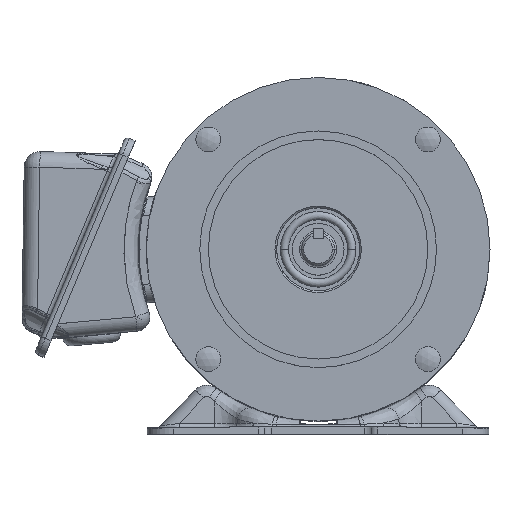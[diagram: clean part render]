
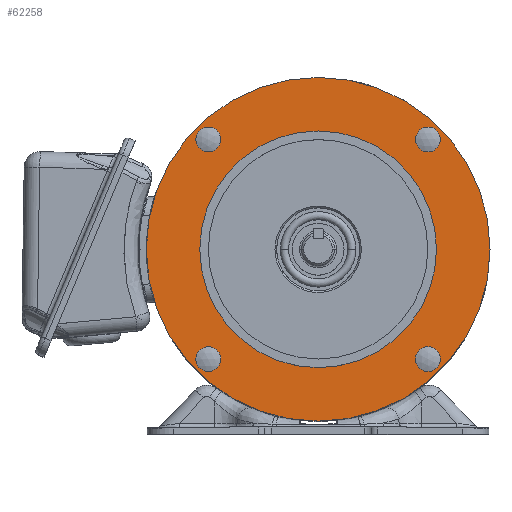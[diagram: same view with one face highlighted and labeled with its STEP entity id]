
A CAD part, top view. The second image highlights one B-rep face of the part: STEP entity #62258.
In plain terms, the highlighted planar face has unit normal (0, 0, 1).
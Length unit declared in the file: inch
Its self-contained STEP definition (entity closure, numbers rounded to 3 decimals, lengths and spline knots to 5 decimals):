
#281 = EDGE_CURVE ( 'NONE', #18504, #43095, #57185, .T. ) ;
#396 = EDGE_CURVE ( 'NONE', #39359, #49114, #31924, .T. ) ;
#631 = AXIS2_PLACEMENT_3D ( 'NONE', #48985, #43055, #17745 ) ;
#747 = CIRCLE ( 'NONE', #32524, 0.15748 ) ;
#1077 = DIRECTION ( 'NONE',  ( 0., 0., 1. ) ) ;
#1759 = AXIS2_PLACEMENT_3D ( 'NONE', #6068, #50977, #24547 ) ;
#2490 = VERTEX_POINT ( 'NONE', #27631 ) ;
#4387 = AXIS2_PLACEMENT_3D ( 'NONE', #16472, #11458, #9869 ) ;
#6068 = CARTESIAN_POINT ( 'NONE',  ( -2.08791, 2.08791, 6.98819 ) ) ;
#7357 = CARTESIAN_POINT ( 'NONE',  ( 2.08791, -2.08791, 6.98819 ) ) ;
#7604 = ORIENTED_EDGE ( 'NONE', *, *, #10563, .F. ) ;
#7868 = AXIS2_PLACEMENT_3D ( 'NONE', #36913, #11569, #47382 ) ;
#9191 = CARTESIAN_POINT ( 'NONE',  ( -2.24539, -2.08791, 6.98819 ) ) ;
#9240 = DIRECTION ( 'NONE',  ( 0., 0., 1. ) ) ;
#9869 = DIRECTION ( 'NONE',  ( 1., 0., 0. ) ) ;
#10563 = EDGE_CURVE ( 'NONE', #42257, #49236, #33701, .T. ) ;
#11458 = DIRECTION ( 'NONE',  ( 0., 0., -1. ) ) ;
#11569 = DIRECTION ( 'NONE',  ( 0., 0., 1. ) ) ;
#11945 = EDGE_LOOP ( 'NONE', ( #38550, #23870 ) ) ;
#12936 = CARTESIAN_POINT ( 'NONE',  ( 0., 0., 6.98819 ) ) ;
#13822 = VERTEX_POINT ( 'NONE', #50393 ) ;
#14548 = FACE_BOUND ( 'NONE', #41590, .T. ) ;
#14745 = CARTESIAN_POINT ( 'NONE',  ( 2.08791, 2.08791, 6.98819 ) ) ;
#15251 = EDGE_LOOP ( 'NONE', ( #64065, #43449 ) ) ;
#15273 = CIRCLE ( 'NONE', #60098, 0.15748 ) ;
#16181 = FACE_BOUND ( 'NONE', #49914, .T. ) ;
#16472 = CARTESIAN_POINT ( 'NONE',  ( -2.31062, -2.31062, 6.98819 ) ) ;
#17051 = CARTESIAN_POINT ( 'NONE',  ( 3.26772, 0., 6.98819 ) ) ;
#17745 = DIRECTION ( 'NONE',  ( -1., 0., 0. ) ) ;
#18504 = VERTEX_POINT ( 'NONE', #18802 ) ;
#18802 = CARTESIAN_POINT ( 'NONE',  ( 1.93043, 2.08791, 6.98819 ) ) ;
#18880 = ORIENTED_EDGE ( 'NONE', *, *, #22172, .F. ) ;
#18978 = CARTESIAN_POINT ( 'NONE',  ( 1.93043, -2.08791, 6.98819 ) ) ;
#19789 = DIRECTION ( 'NONE',  ( 0., 0., 1. ) ) ;
#20420 = AXIS2_PLACEMENT_3D ( 'NONE', #12936, #23238, #43953 ) ;
#20492 = EDGE_CURVE ( 'NONE', #52827, #59345, #747, .T. ) ;
#21795 = CIRCLE ( 'NONE', #50356, 0.15748 ) ;
#22051 = CARTESIAN_POINT ( 'NONE',  ( 2.08791, -2.08791, 6.98819 ) ) ;
#22172 = EDGE_CURVE ( 'NONE', #49236, #42257, #29277, .T. ) ;
#22267 = EDGE_LOOP ( 'NONE', ( #7604, #18880 ) ) ;
#22299 = DIRECTION ( 'NONE',  ( -1., 0., 0. ) ) ;
#22455 = EDGE_CURVE ( 'NONE', #43095, #18504, #15273, .T. ) ;
#23238 = DIRECTION ( 'NONE',  ( 0., 0., 1. ) ) ;
#23870 = ORIENTED_EDGE ( 'NONE', *, *, #50548, .F. ) ;
#24547 = DIRECTION ( 'NONE',  ( -1., 0., 0. ) ) ;
#25779 = CIRCLE ( 'NONE', #49799, 2.25 ) ;
#26009 = EDGE_CURVE ( 'NONE', #30882, #2490, #60012, .T. ) ;
#27440 = CARTESIAN_POINT ( 'NONE',  ( -2.24539, 2.08791, 6.98819 ) ) ;
#27631 = CARTESIAN_POINT ( 'NONE',  ( -2.25, 0., 6.98819 ) ) ;
#28409 = DIRECTION ( 'NONE',  ( 0., 0., -1. ) ) ;
#28867 = CARTESIAN_POINT ( 'NONE',  ( 0., 0., 6.98819 ) ) ;
#29277 = CIRCLE ( 'NONE', #631, 3.26772 ) ;
#29563 = ORIENTED_EDGE ( 'NONE', *, *, #22455, .F. ) ;
#30062 = CARTESIAN_POINT ( 'NONE',  ( -2.08791, -2.08791, 6.98819 ) ) ;
#30882 = VERTEX_POINT ( 'NONE', #64062 ) ;
#31924 = CIRCLE ( 'NONE', #1759, 0.15748 ) ;
#32524 = AXIS2_PLACEMENT_3D ( 'NONE', #30062, #35278, #45716 ) ;
#33214 = AXIS2_PLACEMENT_3D ( 'NONE', #37121, #1077, #22299 ) ;
#33343 = FACE_BOUND ( 'NONE', #58979, .T. ) ;
#33701 = CIRCLE ( 'NONE', #33914, 3.26772 ) ;
#33914 = AXIS2_PLACEMENT_3D ( 'NONE', #28867, #28409, #34306 ) ;
#34306 = DIRECTION ( 'NONE',  ( -1., 0., 0. ) ) ;
#34322 = ORIENTED_EDGE ( 'NONE', *, *, #281, .F. ) ;
#34363 = DIRECTION ( 'NONE',  ( -1., 0., 0. ) ) ;
#35278 = DIRECTION ( 'NONE',  ( 0., 0., 1. ) ) ;
#35305 = DIRECTION ( 'NONE',  ( -1., 0., 0. ) ) ;
#35426 = CARTESIAN_POINT ( 'NONE',  ( -1.93043, 2.08791, 6.98819 ) ) ;
#35563 = CIRCLE ( 'NONE', #43176, 0.15748 ) ;
#35628 = CARTESIAN_POINT ( 'NONE',  ( -1.93043, -2.08791, 6.98819 ) ) ;
#36913 = CARTESIAN_POINT ( 'NONE',  ( 2.08791, 2.08791, 6.98819 ) ) ;
#37121 = CARTESIAN_POINT ( 'NONE',  ( -2.08791, 2.08791, 6.98819 ) ) ;
#38550 = ORIENTED_EDGE ( 'NONE', *, *, #41723, .F. ) ;
#38594 = DIRECTION ( 'NONE',  ( 0., 0., 1. ) ) ;
#39113 = CIRCLE ( 'NONE', #33214, 0.15748 ) ;
#39193 = DIRECTION ( 'NONE',  ( 0., 0., 1. ) ) ;
#39359 = VERTEX_POINT ( 'NONE', #27440 ) ;
#40077 = ORIENTED_EDGE ( 'NONE', *, *, #43196, .F. ) ;
#41590 = EDGE_LOOP ( 'NONE', ( #34322, #29563 ) ) ;
#41723 = EDGE_CURVE ( 'NONE', #51211, #13822, #35563, .T. ) ;
#42257 = VERTEX_POINT ( 'NONE', #54521 ) ;
#42406 = CARTESIAN_POINT ( 'NONE',  ( 2.24539, 2.08791, 6.98819 ) ) ;
#43055 = DIRECTION ( 'NONE',  ( 0., 0., -1. ) ) ;
#43095 = VERTEX_POINT ( 'NONE', #42406 ) ;
#43176 = AXIS2_PLACEMENT_3D ( 'NONE', #7357, #38594, #48401 ) ;
#43196 = EDGE_CURVE ( 'NONE', #2490, #30882, #25779, .T. ) ;
#43449 = ORIENTED_EDGE ( 'NONE', *, *, #45815, .F. ) ;
#43953 = DIRECTION ( 'NONE',  ( -1., 0., 0. ) ) ;
#44715 = FACE_BOUND ( 'NONE', #11945, .T. ) ;
#45371 = ORIENTED_EDGE ( 'NONE', *, *, #52227, .F. ) ;
#45716 = DIRECTION ( 'NONE',  ( -1., 0., 0. ) ) ;
#45815 = EDGE_CURVE ( 'NONE', #49114, #39359, #39113, .T. ) ;
#47382 = DIRECTION ( 'NONE',  ( -1., 0., 0. ) ) ;
#47711 = PLANE ( 'NONE',  #4387 ) ;
#48401 = DIRECTION ( 'NONE',  ( -1., 0., 0. ) ) ;
#48985 = CARTESIAN_POINT ( 'NONE',  ( 0., 0., 6.98819 ) ) ;
#49114 = VERTEX_POINT ( 'NONE', #35426 ) ;
#49236 = VERTEX_POINT ( 'NONE', #17051 ) ;
#49799 = AXIS2_PLACEMENT_3D ( 'NONE', #65214, #39193, #64988 ) ;
#49914 = EDGE_LOOP ( 'NONE', ( #45371, #57554 ) ) ;
#50356 = AXIS2_PLACEMENT_3D ( 'NONE', #22051, #64240, #64699 ) ;
#50393 = CARTESIAN_POINT ( 'NONE',  ( 2.24539, -2.08791, 6.98819 ) ) ;
#50548 = EDGE_CURVE ( 'NONE', #13822, #51211, #21795, .T. ) ;
#50768 = CARTESIAN_POINT ( 'NONE',  ( -2.08791, -2.08791, 6.98819 ) ) ;
#50977 = DIRECTION ( 'NONE',  ( 0., 0., 1. ) ) ;
#51211 = VERTEX_POINT ( 'NONE', #18978 ) ;
#51779 = AXIS2_PLACEMENT_3D ( 'NONE', #50768, #9240, #34363 ) ;
#52227 = EDGE_CURVE ( 'NONE', #59345, #52827, #63290, .T. ) ;
#52827 = VERTEX_POINT ( 'NONE', #35628 ) ;
#54521 = CARTESIAN_POINT ( 'NONE',  ( -3.26772, 0., 6.98819 ) ) ;
#55504 = ORIENTED_EDGE ( 'NONE', *, *, #26009, .F. ) ;
#57185 = CIRCLE ( 'NONE', #7868, 0.15748 ) ;
#57554 = ORIENTED_EDGE ( 'NONE', *, *, #20492, .F. ) ;
#58610 = FACE_OUTER_BOUND ( 'NONE', #22267, .T. ) ;
#58979 = EDGE_LOOP ( 'NONE', ( #40077, #55504 ) ) ;
#59345 = VERTEX_POINT ( 'NONE', #9191 ) ;
#60012 = CIRCLE ( 'NONE', #20420, 2.25 ) ;
#60098 = AXIS2_PLACEMENT_3D ( 'NONE', #14745, #19789, #35305 ) ;
#60264 = FACE_BOUND ( 'NONE', #15251, .T. ) ;
#62258 = ADVANCED_FACE ( 'NONE', ( #14548, #44715, #16181, #60264, #33343, #58610 ), #47711, .F. ) ;
#63290 = CIRCLE ( 'NONE', #51779, 0.15748 ) ;
#64062 = CARTESIAN_POINT ( 'NONE',  ( 2.25, 0., 6.98819 ) ) ;
#64065 = ORIENTED_EDGE ( 'NONE', *, *, #396, .F. ) ;
#64240 = DIRECTION ( 'NONE',  ( 0., 0., 1. ) ) ;
#64699 = DIRECTION ( 'NONE',  ( -1., 0., 0. ) ) ;
#64988 = DIRECTION ( 'NONE',  ( -1., 0., 0. ) ) ;
#65214 = CARTESIAN_POINT ( 'NONE',  ( 0., 0., 6.98819 ) ) ;
